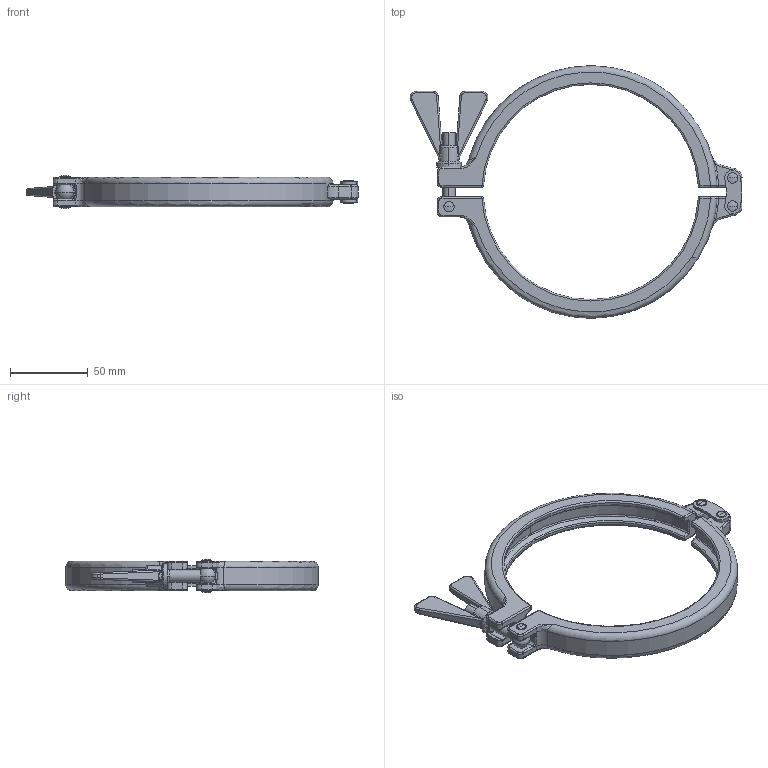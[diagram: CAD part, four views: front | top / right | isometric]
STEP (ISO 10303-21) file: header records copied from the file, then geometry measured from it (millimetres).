
FILE_DESCRIPTION (( 'STEP AP214' ), '1' );
FILE_NAME ('CL.SH.0500 BLOCK.STEP', '2020-05-19T10:56:03', ( '' ), ( '' ), 'SwSTEP 2.0', 'SolidWorks 2020', '' );
FILE_SCHEMA (( 'AUTOMOTIVE_DESIGN' ));
Length unit declared in the file: millimetre
Products named in the file (1): CL.SH.0500 BLOCK
Bounding box: 212.84 x 161.88 x 21.3 mm (x, y, z)
Volume: 100381.7 mm3; surface area: 40226.3 mm2
Topology: 4 solids, 4 shells, 450 faces, 1035 edges, 580 vertices
Faces by surface type: cylinder 170, torus 86, bspline 82, plane 60, sphere 38, cone 14
Entity records: 15393 total; most frequent: CARTESIAN_POINT 5649, DIRECTION 2142, ORIENTED_EDGE 2012, EDGE_CURVE 1006, AXIS2_PLACEMENT_3D 934, VERTEX_POINT 579, CIRCLE 565, EDGE_LOOP 473
